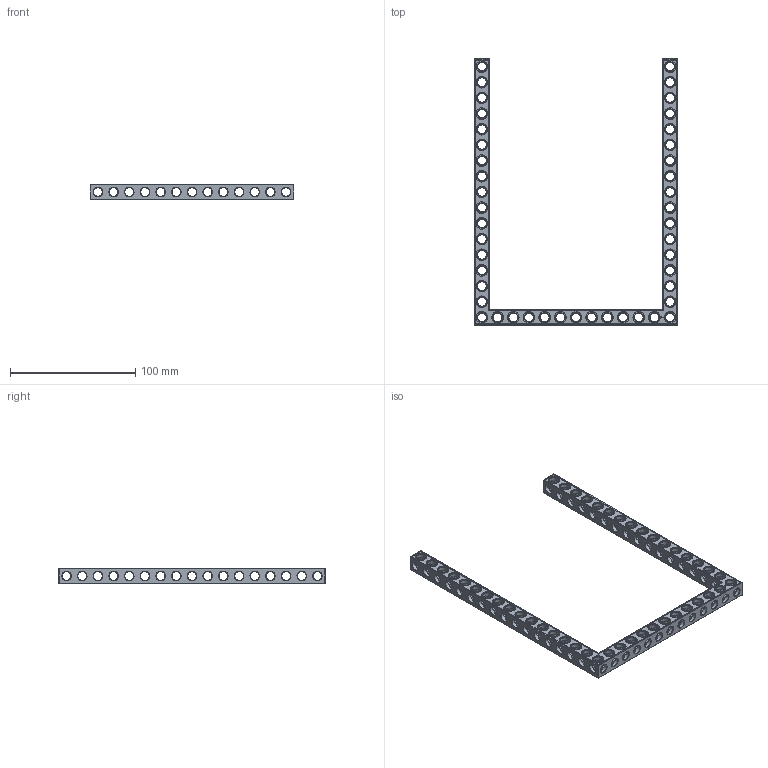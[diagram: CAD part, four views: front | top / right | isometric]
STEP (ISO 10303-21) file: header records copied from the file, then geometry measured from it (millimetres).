
FILE_DESCRIPTION(('FreeCAD Model'),'2;1');
FILE_NAME('Open CASCADE Shape Model','2022-02-26T22:34:32',('Author'),( ''),'Open CASCADE STEP processor 7.5','FreeCAD','Unknown');
FILE_SCHEMA(('AUTOMOTIVE_DESIGN { 1 0 10303 214 1 1 1 1 }'));
Products named in the file (1): Beam AGD ESS USH SYM BU13x17x01 - SPN-BEM-0514 (stemfie.org)
Bounding box: 162.5 x 212.5 x 12.5 mm (x, y, z)
Volume: 43974.5 mm3; surface area: 39224.2 mm2
Topology: 1 solids, 1 shells, 1011 faces, 3116 edges, 2005 vertices
Faces by surface type: plane 432, cylinder 271, cone 182, extrusion 126
Full cylindrical faces by diameter (mm): 6.98 x36, 7 x190, 9.2 x45
Entity records: 244371 total; most frequent: CARTESIAN_POINT 186299, DIRECTION 9490, ORIENTED_EDGE 6232, PCURVE 6232, DEFINITIONAL_REPRESENTATION 6232, VECTOR 5701, LINE 5575, EDGE_CURVE 3116
